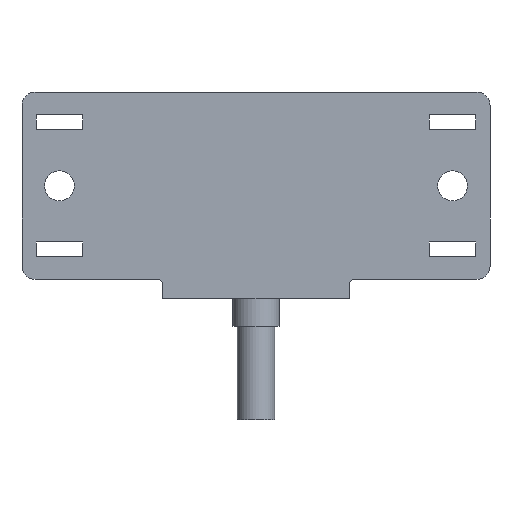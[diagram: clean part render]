
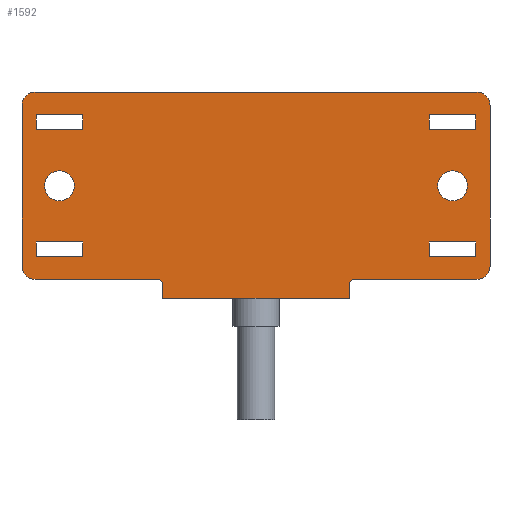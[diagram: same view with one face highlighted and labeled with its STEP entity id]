
A CAD part, front view. The second image highlights one B-rep face of the part: STEP entity #1592.
In plain terms, the highlighted planar face has unit normal (0, -1, 0).
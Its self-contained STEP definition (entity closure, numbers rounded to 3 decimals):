
#56=CARTESIAN_POINT('',(21.,0.,0.));
#57=DIRECTION('',(0.,1.,0.));
#58=DIRECTION('',(1.,0.,0.));
#59=AXIS2_PLACEMENT_3D('',#56,#57,#58);
#65=CARTESIAN_POINT('',(21.,0.,0.));
#66=DIRECTION('',(0.,1.,0.));
#67=DIRECTION('',(-1.,0.,0.));
#68=AXIS2_PLACEMENT_3D('',#65,#66,#67);
#73=CARTESIAN_POINT('',(-21.,0.,0.));
#74=DIRECTION('',(0.,-1.,0.));
#75=DIRECTION('',(-1.,0.,0.));
#76=AXIS2_PLACEMENT_3D('',#73,#74,#75);
#81=CARTESIAN_POINT('',(-21.,0.,0.));
#82=DIRECTION('',(0.,-1.,0.));
#83=DIRECTION('',(1.,0.,0.));
#84=AXIS2_PLACEMENT_3D('',#81,#82,#83);
#89=DIRECTION('',(0.,0.,1.));
#90=VECTOR('',#89,1.6);
#91=CARTESIAN_POINT('',(18.5,0.,-7.6));
#92=LINE('',#91,#90);
#96=DIRECTION('',(-1.,0.,0.));
#97=VECTOR('',#96,5.);
#98=CARTESIAN_POINT('',(23.5,0.,-7.6));
#99=LINE('',#98,#97);
#103=DIRECTION('',(0.,0.,-1.));
#104=VECTOR('',#103,1.6);
#105=CARTESIAN_POINT('',(23.5,0.,-6.));
#106=LINE('',#105,#104);
#110=DIRECTION('',(1.,0.,0.));
#111=VECTOR('',#110,5.);
#112=CARTESIAN_POINT('',(18.5,0.,-6.));
#113=LINE('',#112,#111);
#117=DIRECTION('',(0.,0.,-1.));
#118=VECTOR('',#117,1.6);
#119=CARTESIAN_POINT('',(18.5,0.,7.6));
#120=LINE('',#119,#118);
#124=DIRECTION('',(1.,0.,0.));
#125=VECTOR('',#124,5.);
#126=CARTESIAN_POINT('',(18.5,0.,6.));
#127=LINE('',#126,#125);
#131=DIRECTION('',(0.,0.,1.));
#132=VECTOR('',#131,1.6);
#133=CARTESIAN_POINT('',(23.5,0.,6.));
#134=LINE('',#133,#132);
#138=DIRECTION('',(-1.,0.,0.));
#139=VECTOR('',#138,5.);
#140=CARTESIAN_POINT('',(23.5,0.,7.6));
#141=LINE('',#140,#139);
#145=DIRECTION('',(0.,0.,-1.));
#146=VECTOR('',#145,1.6);
#147=CARTESIAN_POINT('',(-18.5,0.,7.6));
#148=LINE('',#147,#146);
#152=DIRECTION('',(1.,0.,0.));
#153=VECTOR('',#152,5.);
#154=CARTESIAN_POINT('',(-23.5,0.,7.6));
#155=LINE('',#154,#153);
#159=DIRECTION('',(0.,0.,1.));
#160=VECTOR('',#159,1.6);
#161=CARTESIAN_POINT('',(-23.5,0.,6.));
#162=LINE('',#161,#160);
#166=DIRECTION('',(-1.,0.,0.));
#167=VECTOR('',#166,5.);
#168=CARTESIAN_POINT('',(-18.5,0.,6.));
#169=LINE('',#168,#167);
#173=DIRECTION('',(0.,0.,1.));
#174=VECTOR('',#173,1.6);
#175=CARTESIAN_POINT('',(-18.5,0.,-7.6));
#176=LINE('',#175,#174);
#180=DIRECTION('',(-1.,0.,0.));
#181=VECTOR('',#180,5.);
#182=CARTESIAN_POINT('',(-18.5,0.,-6.));
#183=LINE('',#182,#181);
#187=DIRECTION('',(0.,0.,-1.));
#188=VECTOR('',#187,1.6);
#189=CARTESIAN_POINT('',(-23.5,0.,-6.));
#190=LINE('',#189,#188);
#194=DIRECTION('',(1.,0.,0.));
#195=VECTOR('',#194,5.);
#196=CARTESIAN_POINT('',(-23.5,0.,-7.6));
#197=LINE('',#196,#195);
#201=DIRECTION('',(-1.,0.,0.));
#202=VECTOR('',#201,10.);
#203=CARTESIAN_POINT('',(10.,0.,-12.));
#204=LINE('',#203,#202);
#208=DIRECTION('',(-1.,0.,0.));
#209=VECTOR('',#208,10.);
#210=CARTESIAN_POINT('',(0.,0.,-12.));
#211=LINE('',#210,#209);
#215=DIRECTION('',(0.,0.,1.));
#216=VECTOR('',#215,1.5);
#217=CARTESIAN_POINT('',(-10.,0.,-12.));
#218=LINE('',#217,#216);
#222=DIRECTION('',(-1.,0.,0.));
#223=VECTOR('',#222,13.1);
#224=CARTESIAN_POINT('',(-10.5,0.,-10.));
#225=LINE('',#224,#223);
#229=CARTESIAN_POINT('',(-23.6,0.,-8.6));
#230=DIRECTION('',(0.,-1.,0.));
#231=DIRECTION('',(-1.,0.,0.));
#232=AXIS2_PLACEMENT_3D('',#229,#230,#231);
#237=DIRECTION('',(0.,0.,1.));
#238=VECTOR('',#237,17.2);
#239=CARTESIAN_POINT('',(-25.,0.,-8.6));
#240=LINE('',#239,#238);
#244=CARTESIAN_POINT('',(-23.6,0.,8.6));
#245=DIRECTION('',(0.,-1.,0.));
#246=DIRECTION('',(0.,0.,1.));
#247=AXIS2_PLACEMENT_3D('',#244,#245,#246);
#252=DIRECTION('',(1.,0.,0.));
#253=VECTOR('',#252,47.2);
#254=CARTESIAN_POINT('',(-23.6,0.,10.));
#255=LINE('',#254,#253);
#259=CARTESIAN_POINT('',(23.6,0.,8.6));
#260=DIRECTION('',(0.,-1.,0.));
#261=DIRECTION('',(1.,0.,0.));
#262=AXIS2_PLACEMENT_3D('',#259,#260,#261);
#267=DIRECTION('',(0.,0.,-1.));
#268=VECTOR('',#267,17.2);
#269=CARTESIAN_POINT('',(25.,0.,8.6));
#270=LINE('',#269,#268);
#274=CARTESIAN_POINT('',(23.6,0.,-8.6));
#275=DIRECTION('',(0.,-1.,0.));
#276=DIRECTION('',(0.,0.,-1.));
#277=AXIS2_PLACEMENT_3D('',#274,#275,#276);
#282=DIRECTION('',(-1.,0.,0.));
#283=VECTOR('',#282,13.1);
#284=CARTESIAN_POINT('',(23.6,0.,-10.));
#285=LINE('',#284,#283);
#289=DIRECTION('',(0.,0.,-1.));
#290=VECTOR('',#289,1.5);
#291=CARTESIAN_POINT('',(10.,0.,-10.5));
#292=LINE('',#291,#290);
#1116=CARTESIAN_POINT('',(10.5,0.,-10.5));
#1117=DIRECTION('',(0.,1.,0.));
#1118=DIRECTION('',(-1.,0.,0.));
#1119=AXIS2_PLACEMENT_3D('',#1116,#1117,#1118);
#1184=CARTESIAN_POINT('',(-10.5,0.,-10.5));
#1185=DIRECTION('',(0.,1.,0.));
#1186=DIRECTION('',(0.,0.,1.));
#1187=AXIS2_PLACEMENT_3D('',#1184,#1185,#1186);
#1307=CARTESIAN_POINT('',(0.,0.,-12.));
#1309=VERTEX_POINT('',#1307);
#1312=CARTESIAN_POINT('',(10.,0.,-12.));
#1313=VERTEX_POINT('',#1312);
#1314=CARTESIAN_POINT('',(-10.,0.,-12.));
#1315=VERTEX_POINT('',#1314);
#1320=CARTESIAN_POINT('',(22.6,0.,0.));
#1321=CARTESIAN_POINT('',(19.4,0.,0.));
#1322=VERTEX_POINT('',#1320);
#1323=VERTEX_POINT('',#1321);
#1330=CARTESIAN_POINT('',(-22.6,0.,0.));
#1331=CARTESIAN_POINT('',(-19.4,0.,0.));
#1332=VERTEX_POINT('',#1330);
#1333=VERTEX_POINT('',#1331);
#1336=CARTESIAN_POINT('',(23.6,0.,-10.));
#1337=CARTESIAN_POINT('',(25.,0.,-8.6));
#1338=VERTEX_POINT('',#1336);
#1339=VERTEX_POINT('',#1337);
#1340=CARTESIAN_POINT('',(25.,0.,8.6));
#1341=CARTESIAN_POINT('',(23.6,0.,10.));
#1342=VERTEX_POINT('',#1340);
#1343=VERTEX_POINT('',#1341);
#1344=CARTESIAN_POINT('',(-23.6,0.,10.));
#1345=CARTESIAN_POINT('',(-25.,0.,8.6));
#1346=VERTEX_POINT('',#1344);
#1347=VERTEX_POINT('',#1345);
#1348=CARTESIAN_POINT('',(-25.,0.,-8.6));
#1349=CARTESIAN_POINT('',(-23.6,0.,-10.));
#1350=VERTEX_POINT('',#1348);
#1351=VERTEX_POINT('',#1349);
#1352=CARTESIAN_POINT('',(10.,0.,-10.5));
#1353=VERTEX_POINT('',#1352);
#1354=CARTESIAN_POINT('',(-10.,0.,-10.5));
#1355=VERTEX_POINT('',#1354);
#1356=CARTESIAN_POINT('',(10.5,0.,-10.));
#1357=VERTEX_POINT('',#1356);
#1358=CARTESIAN_POINT('',(-10.5,0.,-10.));
#1359=VERTEX_POINT('',#1358);
#1360=CARTESIAN_POINT('',(18.5,0.,-7.6));
#1361=CARTESIAN_POINT('',(18.5,0.,-6.));
#1362=VERTEX_POINT('',#1360);
#1363=VERTEX_POINT('',#1361);
#1364=CARTESIAN_POINT('',(23.5,0.,-6.));
#1365=VERTEX_POINT('',#1364);
#1366=CARTESIAN_POINT('',(23.5,0.,-7.6));
#1367=VERTEX_POINT('',#1366);
#1376=CARTESIAN_POINT('',(18.5,0.,7.6));
#1377=CARTESIAN_POINT('',(18.5,0.,6.));
#1378=VERTEX_POINT('',#1376);
#1379=VERTEX_POINT('',#1377);
#1380=CARTESIAN_POINT('',(23.5,0.,6.));
#1381=VERTEX_POINT('',#1380);
#1382=CARTESIAN_POINT('',(23.5,0.,7.6));
#1383=VERTEX_POINT('',#1382);
#1392=CARTESIAN_POINT('',(-18.5,0.,7.6));
#1393=CARTESIAN_POINT('',(-18.5,0.,6.));
#1394=VERTEX_POINT('',#1392);
#1395=VERTEX_POINT('',#1393);
#1396=CARTESIAN_POINT('',(-23.5,0.,6.));
#1397=VERTEX_POINT('',#1396);
#1398=CARTESIAN_POINT('',(-23.5,0.,7.6));
#1399=VERTEX_POINT('',#1398);
#1408=CARTESIAN_POINT('',(-18.5,0.,-7.6));
#1409=CARTESIAN_POINT('',(-18.5,0.,-6.));
#1410=VERTEX_POINT('',#1408);
#1411=VERTEX_POINT('',#1409);
#1412=CARTESIAN_POINT('',(-23.5,0.,-6.));
#1413=VERTEX_POINT('',#1412);
#1414=CARTESIAN_POINT('',(-23.5,0.,-7.6));
#1415=VERTEX_POINT('',#1414);
#1503=CARTESIAN_POINT('',(0.,0.,0.));
#1504=DIRECTION('',(0.,1.,0.));
#1505=DIRECTION('',(1.,0.,0.));
#1506=AXIS2_PLACEMENT_3D('',#1503,#1504,#1505);
#1507=PLANE('',#1506);
#1509=ORIENTED_EDGE('',*,*,#1508,.T.);
#1511=ORIENTED_EDGE('',*,*,#1510,.T.);
#1513=ORIENTED_EDGE('',*,*,#1512,.T.);
#1515=ORIENTED_EDGE('',*,*,#1514,.F.);
#1517=ORIENTED_EDGE('',*,*,#1516,.T.);
#1519=ORIENTED_EDGE('',*,*,#1518,.F.);
#1521=ORIENTED_EDGE('',*,*,#1520,.T.);
#1523=ORIENTED_EDGE('',*,*,#1522,.F.);
#1525=ORIENTED_EDGE('',*,*,#1524,.T.);
#1527=ORIENTED_EDGE('',*,*,#1526,.F.);
#1529=ORIENTED_EDGE('',*,*,#1528,.T.);
#1531=ORIENTED_EDGE('',*,*,#1530,.F.);
#1533=ORIENTED_EDGE('',*,*,#1532,.T.);
#1535=ORIENTED_EDGE('',*,*,#1534,.F.);
#1537=ORIENTED_EDGE('',*,*,#1536,.T.);
#1538=EDGE_LOOP('',(#1509,#1511,#1513,#1515,#1517,#1519,#1521,#1523,#1525,#1527,
#1529,#1531,#1533,#1535,#1537));
#1539=FACE_OUTER_BOUND('',#1538,.F.);
#1541=ORIENTED_EDGE('',*,*,#1540,.F.);
#1543=ORIENTED_EDGE('',*,*,#1542,.F.);
#1544=EDGE_LOOP('',(#1541,#1543));
#1545=FACE_BOUND('',#1544,.F.);
#1547=ORIENTED_EDGE('',*,*,#1546,.T.);
#1549=ORIENTED_EDGE('',*,*,#1548,.T.);
#1550=EDGE_LOOP('',(#1547,#1549));
#1551=FACE_BOUND('',#1550,.F.);
#1553=ORIENTED_EDGE('',*,*,#1552,.F.);
#1555=ORIENTED_EDGE('',*,*,#1554,.F.);
#1557=ORIENTED_EDGE('',*,*,#1556,.F.);
#1559=ORIENTED_EDGE('',*,*,#1558,.F.);
#1560=EDGE_LOOP('',(#1553,#1555,#1557,#1559));
#1561=FACE_BOUND('',#1560,.F.);
#1563=ORIENTED_EDGE('',*,*,#1562,.T.);
#1565=ORIENTED_EDGE('',*,*,#1564,.T.);
#1567=ORIENTED_EDGE('',*,*,#1566,.T.);
#1569=ORIENTED_EDGE('',*,*,#1568,.T.);
#1570=EDGE_LOOP('',(#1563,#1565,#1567,#1569));
#1571=FACE_BOUND('',#1570,.F.);
#1573=ORIENTED_EDGE('',*,*,#1572,.F.);
#1575=ORIENTED_EDGE('',*,*,#1574,.F.);
#1577=ORIENTED_EDGE('',*,*,#1576,.F.);
#1579=ORIENTED_EDGE('',*,*,#1578,.F.);
#1580=EDGE_LOOP('',(#1573,#1575,#1577,#1579));
#1581=FACE_BOUND('',#1580,.F.);
#1583=ORIENTED_EDGE('',*,*,#1582,.T.);
#1585=ORIENTED_EDGE('',*,*,#1584,.T.);
#1587=ORIENTED_EDGE('',*,*,#1586,.T.);
#1589=ORIENTED_EDGE('',*,*,#1588,.T.);
#1590=EDGE_LOOP('',(#1583,#1585,#1587,#1589));
#1591=FACE_BOUND('',#1590,.F.);
#1592=ADVANCED_FACE('',(#1539,#1545,#1551,#1561,#1571,#1581,#1591),#1507,.F.);
#60=CIRCLE('',#59,1.6);
#69=CIRCLE('',#68,1.6);
#77=CIRCLE('',#76,1.6);
#85=CIRCLE('',#84,1.6);
#233=CIRCLE('',#232,1.4);
#248=CIRCLE('',#247,1.4);
#263=CIRCLE('',#262,1.4);
#278=CIRCLE('',#277,1.4);
#1120=CIRCLE('',#1119,0.5);
#1188=CIRCLE('',#1187,0.5);
#1508=EDGE_CURVE('',#1313,#1309,#204,.T.);
#1510=EDGE_CURVE('',#1309,#1315,#211,.T.);
#1512=EDGE_CURVE('',#1315,#1355,#218,.T.);
#1514=EDGE_CURVE('',#1359,#1355,#1188,.T.);
#1516=EDGE_CURVE('',#1359,#1351,#225,.T.);
#1518=EDGE_CURVE('',#1350,#1351,#233,.T.);
#1520=EDGE_CURVE('',#1350,#1347,#240,.T.);
#1522=EDGE_CURVE('',#1346,#1347,#248,.T.);
#1524=EDGE_CURVE('',#1346,#1343,#255,.T.);
#1526=EDGE_CURVE('',#1342,#1343,#263,.T.);
#1528=EDGE_CURVE('',#1342,#1339,#270,.T.);
#1530=EDGE_CURVE('',#1338,#1339,#278,.T.);
#1532=EDGE_CURVE('',#1338,#1357,#285,.T.);
#1534=EDGE_CURVE('',#1353,#1357,#1120,.T.);
#1536=EDGE_CURVE('',#1353,#1313,#292,.T.);
#1540=EDGE_CURVE('',#1322,#1323,#60,.T.);
#1542=EDGE_CURVE('',#1323,#1322,#69,.T.);
#1546=EDGE_CURVE('',#1332,#1333,#77,.T.);
#1548=EDGE_CURVE('',#1333,#1332,#85,.T.);
#1552=EDGE_CURVE('',#1362,#1363,#92,.T.);
#1554=EDGE_CURVE('',#1367,#1362,#99,.T.);
#1556=EDGE_CURVE('',#1365,#1367,#106,.T.);
#1558=EDGE_CURVE('',#1363,#1365,#113,.T.);
#1562=EDGE_CURVE('',#1378,#1379,#120,.T.);
#1564=EDGE_CURVE('',#1379,#1381,#127,.T.);
#1566=EDGE_CURVE('',#1381,#1383,#134,.T.);
#1568=EDGE_CURVE('',#1383,#1378,#141,.T.);
#1572=EDGE_CURVE('',#1394,#1395,#148,.T.);
#1574=EDGE_CURVE('',#1399,#1394,#155,.T.);
#1576=EDGE_CURVE('',#1397,#1399,#162,.T.);
#1578=EDGE_CURVE('',#1395,#1397,#169,.T.);
#1582=EDGE_CURVE('',#1410,#1411,#176,.T.);
#1584=EDGE_CURVE('',#1411,#1413,#183,.T.);
#1586=EDGE_CURVE('',#1413,#1415,#190,.T.);
#1588=EDGE_CURVE('',#1415,#1410,#197,.T.);
